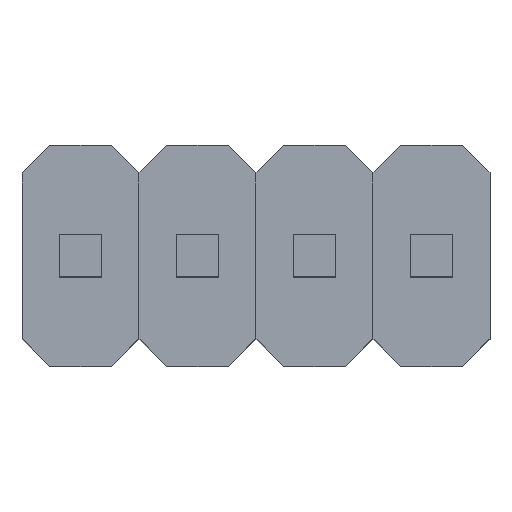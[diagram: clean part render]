
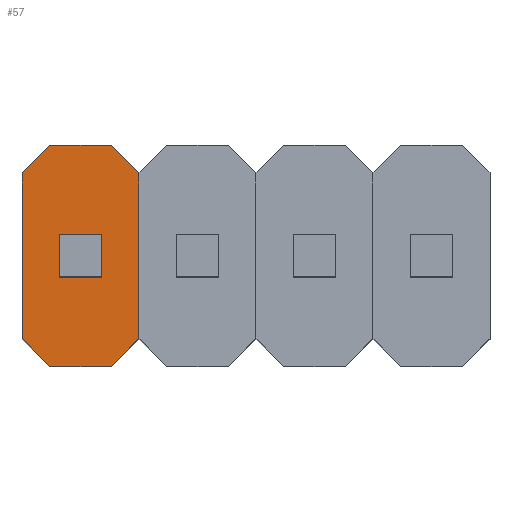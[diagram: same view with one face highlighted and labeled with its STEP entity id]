
A CAD part, top view. The second image highlights one B-rep face of the part: STEP entity #57.
In plain terms, the highlighted planar face has unit normal (0, 0, 1).
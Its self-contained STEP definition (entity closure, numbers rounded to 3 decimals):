
#21 = EDGE_CURVE('',#22,#24,#26,.T.);
#22 = VERTEX_POINT('',#23);
#23 = CARTESIAN_POINT('',(-0.635,0.9,1.7));
#24 = VERTEX_POINT('',#25);
#25 = CARTESIAN_POINT('',(-0.335,1.2,1.7));
#26 = LINE('',#27,#28);
#27 = CARTESIAN_POINT('',(-0.626,0.909,1.7));
#28 = VECTOR('',#29,1.);
#29 = DIRECTION('',(0.707,0.707,0.));
#57 = ADVANCED_FACE('',(#58,#115),#149,.T.);
#58 = FACE_BOUND('',#59,.T.);
#59 = EDGE_LOOP('',(#60,#61,#69,#77,#85,#93,#101,#109));
#60 = ORIENTED_EDGE('',*,*,#21,.F.);
#61 = ORIENTED_EDGE('',*,*,#62,.T.);
#62 = EDGE_CURVE('',#22,#63,#65,.T.);
#63 = VERTEX_POINT('',#64);
#64 = CARTESIAN_POINT('',(-0.635,-0.9,1.7));
#65 = LINE('',#66,#67);
#66 = CARTESIAN_POINT('',(-0.635,1.2,1.7));
#67 = VECTOR('',#68,1.);
#68 = DIRECTION('',(0.,-1.,0.));
#69 = ORIENTED_EDGE('',*,*,#70,.F.);
#70 = EDGE_CURVE('',#71,#63,#73,.T.);
#71 = VERTEX_POINT('',#72);
#72 = CARTESIAN_POINT('',(-0.335,-1.2,1.7));
#73 = LINE('',#74,#75);
#74 = CARTESIAN_POINT('',(-0.626,-0.909,1.7));
#75 = VECTOR('',#76,1.);
#76 = DIRECTION('',(-0.707,0.707,0.));
#77 = ORIENTED_EDGE('',*,*,#78,.T.);
#78 = EDGE_CURVE('',#71,#79,#81,.T.);
#79 = VERTEX_POINT('',#80);
#80 = CARTESIAN_POINT('',(0.335,-1.2,1.7));
#81 = LINE('',#82,#83);
#82 = CARTESIAN_POINT('',(-0.635,-1.2,1.7));
#83 = VECTOR('',#84,1.);
#84 = DIRECTION('',(1.,0.,0.));
#85 = ORIENTED_EDGE('',*,*,#86,.F.);
#86 = EDGE_CURVE('',#87,#79,#89,.T.);
#87 = VERTEX_POINT('',#88);
#88 = CARTESIAN_POINT('',(0.635,-0.9,1.7));
#89 = LINE('',#90,#91);
#90 = CARTESIAN_POINT('',(0.626,-0.909,1.7));
#91 = VECTOR('',#92,1.);
#92 = DIRECTION('',(-0.707,-0.707,0.));
#93 = ORIENTED_EDGE('',*,*,#94,.T.);
#94 = EDGE_CURVE('',#87,#95,#97,.T.);
#95 = VERTEX_POINT('',#96);
#96 = CARTESIAN_POINT('',(0.635,0.9,1.7));
#97 = LINE('',#98,#99);
#98 = CARTESIAN_POINT('',(0.635,-1.2,1.7));
#99 = VECTOR('',#100,1.);
#100 = DIRECTION('',(0.,1.,0.));
#101 = ORIENTED_EDGE('',*,*,#102,.F.);
#102 = EDGE_CURVE('',#103,#95,#105,.T.);
#103 = VERTEX_POINT('',#104);
#104 = CARTESIAN_POINT('',(0.335,1.2,1.7));
#105 = LINE('',#106,#107);
#106 = CARTESIAN_POINT('',(0.626,0.909,1.7));
#107 = VECTOR('',#108,1.);
#108 = DIRECTION('',(0.707,-0.707,0.));
#109 = ORIENTED_EDGE('',*,*,#110,.T.);
#110 = EDGE_CURVE('',#103,#24,#111,.T.);
#111 = LINE('',#112,#113);
#112 = CARTESIAN_POINT('',(0.635,1.2,1.7));
#113 = VECTOR('',#114,1.);
#114 = DIRECTION('',(-1.,0.,0.));
#115 = FACE_BOUND('',#116,.T.);
#116 = EDGE_LOOP('',(#117,#127,#135,#143));
#117 = ORIENTED_EDGE('',*,*,#118,.F.);
#118 = EDGE_CURVE('',#119,#121,#123,.T.);
#119 = VERTEX_POINT('',#120);
#120 = CARTESIAN_POINT('',(-0.23,-0.23,1.7));
#121 = VERTEX_POINT('',#122);
#122 = CARTESIAN_POINT('',(0.23,-0.23,1.7));
#123 = LINE('',#124,#125);
#124 = CARTESIAN_POINT('',(-0.115,-0.23,1.7));
#125 = VECTOR('',#126,1.);
#126 = DIRECTION('',(1.,0.,0.));
#127 = ORIENTED_EDGE('',*,*,#128,.F.);
#128 = EDGE_CURVE('',#129,#119,#131,.T.);
#129 = VERTEX_POINT('',#130);
#130 = CARTESIAN_POINT('',(-0.23,0.23,1.7));
#131 = LINE('',#132,#133);
#132 = CARTESIAN_POINT('',(-0.23,0.115,1.7));
#133 = VECTOR('',#134,1.);
#134 = DIRECTION('',(0.,-1.,0.));
#135 = ORIENTED_EDGE('',*,*,#136,.F.);
#136 = EDGE_CURVE('',#137,#129,#139,.T.);
#137 = VERTEX_POINT('',#138);
#138 = CARTESIAN_POINT('',(0.23,0.23,1.7));
#139 = LINE('',#140,#141);
#140 = CARTESIAN_POINT('',(0.115,0.23,1.7));
#141 = VECTOR('',#142,1.);
#142 = DIRECTION('',(-1.,0.,0.));
#143 = ORIENTED_EDGE('',*,*,#144,.F.);
#144 = EDGE_CURVE('',#121,#137,#145,.T.);
#145 = LINE('',#146,#147);
#146 = CARTESIAN_POINT('',(0.23,-0.115,1.7));
#147 = VECTOR('',#148,1.);
#148 = DIRECTION('',(0.,1.,0.));
#149 = PLANE('',#150);
#150 = AXIS2_PLACEMENT_3D('',#151,#152,#153);
#151 = CARTESIAN_POINT('',(0.,0.,1.7));
#152 = DIRECTION('',(0.,0.,1.));
#153 = DIRECTION('',(1.,0.,0.));
